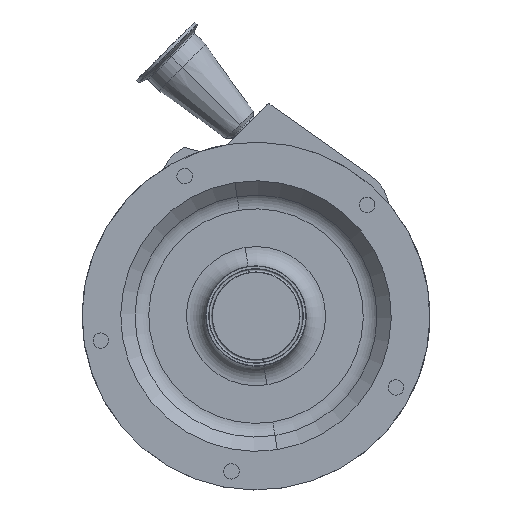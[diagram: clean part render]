
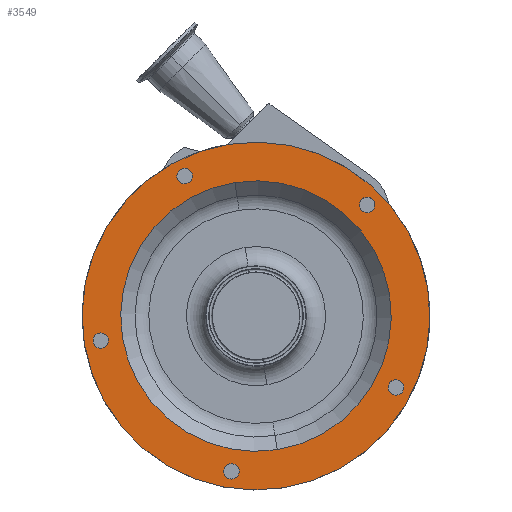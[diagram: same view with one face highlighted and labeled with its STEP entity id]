
A CAD part, top view. The second image highlights one B-rep face of the part: STEP entity #3549.
In plain terms, the highlighted planar face has unit normal (0, 0, 1).
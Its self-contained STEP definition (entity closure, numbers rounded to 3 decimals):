
#120 = DIRECTION ( 'NONE',  ( 0., 0., 1. ) ) ;
#280 = VERTEX_POINT ( 'NONE', #11716 ) ;
#507 = EDGE_CURVE ( 'NONE', #11763, #5661, #6454, .T. ) ;
#587 = CARTESIAN_POINT ( 'NONE',  ( 111.427, -50.041, 212.5 ) ) ;
#754 = CARTESIAN_POINT ( 'NONE',  ( 0., 0., 212.5 ) ) ;
#841 = AXIS2_PLACEMENT_3D ( 'NONE', #1442, #120, #5223 ) ;
#857 = VERTEX_POINT ( 'NONE', #16184 ) ;
#863 = CARTESIAN_POINT ( 'NONE',  ( 16.426, -103.707, 212.5 ) ) ;
#1135 = ORIENTED_EDGE ( 'NONE', *, *, #7335, .F. ) ;
#1268 = CIRCLE ( 'NONE', #1559, 6. ) ;
#1327 = CARTESIAN_POINT ( 'NONE',  ( 0., 0., 212.5 ) ) ;
#1415 = CIRCLE ( 'NONE', #841, 6. ) ;
#1442 = CARTESIAN_POINT ( 'NONE',  ( -55.387, 108.703, 212.5 ) ) ;
#1559 = AXIS2_PLACEMENT_3D ( 'NONE', #3587, #14224, #12807 ) ;
#1752 = DIRECTION ( 'NONE',  ( 0.707, -0.707, 0. ) ) ;
#1903 = EDGE_LOOP ( 'NONE', ( #6440, #17045 ) ) ;
#2068 = DIRECTION ( 'NONE',  ( 0., 0., 1. ) ) ;
#2202 = ORIENTED_EDGE ( 'NONE', *, *, #7120, .F. ) ;
#2499 = EDGE_LOOP ( 'NONE', ( #11206, #3859 ) ) ;
#2569 = AXIS2_PLACEMENT_3D ( 'NONE', #2886, #13257, #10618 ) ;
#2886 = CARTESIAN_POINT ( 'NONE',  ( -38.52, -6.101, 212.5 ) ) ;
#3208 = CARTESIAN_POINT ( 'NONE',  ( 82.024, 90.51, 212.5 ) ) ;
#3391 = CARTESIAN_POINT ( 'NONE',  ( 108.703, -55.387, 212.5 ) ) ;
#3549 = ADVANCED_FACE ( 'NONE', ( #5427, #4021, #9379, #6735, #5252, #10870, #7890 ), #12097, .F. ) ;
#3576 = EDGE_LOOP ( 'NONE', ( #5515, #7423 ) ) ;
#3587 = CARTESIAN_POINT ( 'NONE',  ( -19.085, -120.498, 212.5 ) ) ;
#3831 = EDGE_LOOP ( 'NONE', ( #2202, #10270 ) ) ;
#3859 = ORIENTED_EDGE ( 'NONE', *, *, #15280, .F. ) ;
#3880 = CIRCLE ( 'NONE', #13706, 6. ) ;
#3890 = DIRECTION ( 'NONE',  ( 0., 0., 1. ) ) ;
#4021 = FACE_BOUND ( 'NONE', #2499, .T. ) ;
#4088 = AXIS2_PLACEMENT_3D ( 'NONE', #11655, #14668, #11743 ) ;
#4129 = CIRCLE ( 'NONE', #11144, 135. ) ;
#4578 = VERTEX_POINT ( 'NONE', #10295 ) ;
#5089 = CARTESIAN_POINT ( 'NONE',  ( 108.703, -55.387, 212.5 ) ) ;
#5223 = DIRECTION ( 'NONE',  ( 0.891, 0.454, 0. ) ) ;
#5252 = FACE_BOUND ( 'NONE', #6900, .T. ) ;
#5427 = FACE_OUTER_BOUND ( 'NONE', #3576, .T. ) ;
#5439 = ORIENTED_EDGE ( 'NONE', *, *, #10716, .F. ) ;
#5515 = ORIENTED_EDGE ( 'NONE', *, *, #14054, .T. ) ;
#5661 = VERTEX_POINT ( 'NONE', #5742 ) ;
#5742 = CARTESIAN_POINT ( 'NONE',  ( -16.426, 103.707, 212.5 ) ) ;
#5775 = DIRECTION ( 'NONE',  ( -0.156, 0.988, 0. ) ) ;
#5907 = CIRCLE ( 'NONE', #10404, 6. ) ;
#6115 = CARTESIAN_POINT ( 'NONE',  ( -121.437, -13.159, 212.5 ) ) ;
#6195 = EDGE_CURVE ( 'NONE', #16577, #10280, #13013, .T. ) ;
#6302 = EDGE_CURVE ( 'NONE', #14090, #13154, #9912, .T. ) ;
#6319 = CARTESIAN_POINT ( 'NONE',  ( 0., 0., 212.5 ) ) ;
#6371 = VERTEX_POINT ( 'NONE', #12456 ) ;
#6392 = AXIS2_PLACEMENT_3D ( 'NONE', #15882, #10249, #13145 ) ;
#6440 = ORIENTED_EDGE ( 'NONE', *, *, #6302, .F. ) ;
#6454 = CIRCLE ( 'NONE', #10943, 105. ) ;
#6735 = FACE_BOUND ( 'NONE', #12085, .T. ) ;
#6877 = AXIS2_PLACEMENT_3D ( 'NONE', #1327, #8521, #9827 ) ;
#6887 = CIRCLE ( 'NONE', #11397, 6. ) ;
#6900 = EDGE_LOOP ( 'NONE', ( #1135, #14620 ) ) ;
#6975 = CARTESIAN_POINT ( 'NONE',  ( -50.041, 111.427, 212.5 ) ) ;
#7120 = EDGE_CURVE ( 'NONE', #5661, #11763, #7169, .T. ) ;
#7169 = CIRCLE ( 'NONE', #6877, 105. ) ;
#7335 = EDGE_CURVE ( 'NONE', #4578, #280, #1268, .T. ) ;
#7423 = ORIENTED_EDGE ( 'NONE', *, *, #8305, .T. ) ;
#7509 = EDGE_CURVE ( 'NONE', #280, #4578, #11943, .T. ) ;
#7702 = ORIENTED_EDGE ( 'NONE', *, *, #15338, .F. ) ;
#7812 = EDGE_CURVE ( 'NONE', #16128, #15874, #6887, .T. ) ;
#7890 = FACE_BOUND ( 'NONE', #3831, .T. ) ;
#8158 = DIRECTION ( 'NONE',  ( 0., 0., 1. ) ) ;
#8305 = EDGE_CURVE ( 'NONE', #11685, #857, #4129, .T. ) ;
#8345 = AXIS2_PLACEMENT_3D ( 'NONE', #754, #12717, #5775 ) ;
#8521 = DIRECTION ( 'NONE',  ( 0., 0., 1. ) ) ;
#8601 = ORIENTED_EDGE ( 'NONE', *, *, #14634, .F. ) ;
#9379 = FACE_BOUND ( 'NONE', #16905, .T. ) ;
#9637 = CARTESIAN_POINT ( 'NONE',  ( -120.498, -19.085, 212.5 ) ) ;
#9827 = DIRECTION ( 'NONE',  ( -0.156, 0.988, 0. ) ) ;
#9912 = CIRCLE ( 'NONE', #12157, 6. ) ;
#10036 = CIRCLE ( 'NONE', #13677, 6. ) ;
#10249 = DIRECTION ( 'NONE',  ( 0., 0., 1. ) ) ;
#10270 = ORIENTED_EDGE ( 'NONE', *, *, #507, .F. ) ;
#10280 = VERTEX_POINT ( 'NONE', #12983 ) ;
#10295 = CARTESIAN_POINT ( 'NONE',  ( -25.011, -119.559, 212.5 ) ) ;
#10404 = AXIS2_PLACEMENT_3D ( 'NONE', #10848, #16233, #11978 ) ;
#10618 = DIRECTION ( 'NONE',  ( -1., 0., 0. ) ) ;
#10716 = EDGE_CURVE ( 'NONE', #10280, #16577, #10036, .T. ) ;
#10848 = CARTESIAN_POINT ( 'NONE',  ( 86.267, 86.267, 212.5 ) ) ;
#10870 = FACE_BOUND ( 'NONE', #1903, .T. ) ;
#10943 = AXIS2_PLACEMENT_3D ( 'NONE', #13830, #13563, #14991 ) ;
#11144 = AXIS2_PLACEMENT_3D ( 'NONE', #6319, #14256, #15763 ) ;
#11206 = ORIENTED_EDGE ( 'NONE', *, *, #7812, .F. ) ;
#11397 = AXIS2_PLACEMENT_3D ( 'NONE', #15953, #3890, #14630 ) ;
#11655 = CARTESIAN_POINT ( 'NONE',  ( -19.085, -120.498, 212.5 ) ) ;
#11685 = VERTEX_POINT ( 'NONE', #12482 ) ;
#11716 = CARTESIAN_POINT ( 'NONE',  ( -13.159, -121.437, 212.5 ) ) ;
#11743 = DIRECTION ( 'NONE',  ( -0.988, 0.156, 0. ) ) ;
#11763 = VERTEX_POINT ( 'NONE', #863 ) ;
#11943 = CIRCLE ( 'NONE', #4088, 6. ) ;
#11949 = ORIENTED_EDGE ( 'NONE', *, *, #6195, .F. ) ;
#11978 = DIRECTION ( 'NONE',  ( 0.707, -0.707, 0. ) ) ;
#12085 = EDGE_LOOP ( 'NONE', ( #5439, #11949 ) ) ;
#12097 = PLANE ( 'NONE',  #2569 ) ;
#12157 = AXIS2_PLACEMENT_3D ( 'NONE', #9637, #8158, #14851 ) ;
#12456 = CARTESIAN_POINT ( 'NONE',  ( 90.51, 82.024, 212.5 ) ) ;
#12482 = CARTESIAN_POINT ( 'NONE',  ( 21.119, -133.338, 212.5 ) ) ;
#12717 = DIRECTION ( 'NONE',  ( 0., 0., 1. ) ) ;
#12807 = DIRECTION ( 'NONE',  ( -0.988, 0.156, 0. ) ) ;
#12983 = CARTESIAN_POINT ( 'NONE',  ( 105.979, -60.733, 212.5 ) ) ;
#13013 = CIRCLE ( 'NONE', #13849, 6. ) ;
#13145 = DIRECTION ( 'NONE',  ( -0.156, 0.988, 0. ) ) ;
#13154 = VERTEX_POINT ( 'NONE', #13959 ) ;
#13257 = DIRECTION ( 'NONE',  ( 0., 0., -1. ) ) ;
#13563 = DIRECTION ( 'NONE',  ( 0., 0., 1. ) ) ;
#13677 = AXIS2_PLACEMENT_3D ( 'NONE', #3391, #2068, #13845 ) ;
#13706 = AXIS2_PLACEMENT_3D ( 'NONE', #15035, #13794, #1752 ) ;
#13716 = CIRCLE ( 'NONE', #6392, 6. ) ;
#13794 = DIRECTION ( 'NONE',  ( 0., 0., 1. ) ) ;
#13830 = CARTESIAN_POINT ( 'NONE',  ( 0., 0., 212.5 ) ) ;
#13845 = DIRECTION ( 'NONE',  ( -0.454, -0.891, 0. ) ) ;
#13849 = AXIS2_PLACEMENT_3D ( 'NONE', #5089, #16094, #16006 ) ;
#13959 = CARTESIAN_POINT ( 'NONE',  ( -119.559, -25.011, 212.5 ) ) ;
#14054 = EDGE_CURVE ( 'NONE', #857, #11685, #15947, .T. ) ;
#14090 = VERTEX_POINT ( 'NONE', #6115 ) ;
#14224 = DIRECTION ( 'NONE',  ( 0., 0., 1. ) ) ;
#14256 = DIRECTION ( 'NONE',  ( 0., 0., 1. ) ) ;
#14312 = VERTEX_POINT ( 'NONE', #3208 ) ;
#14558 = CARTESIAN_POINT ( 'NONE',  ( -60.733, 105.979, 212.5 ) ) ;
#14620 = ORIENTED_EDGE ( 'NONE', *, *, #7509, .F. ) ;
#14630 = DIRECTION ( 'NONE',  ( 0.891, 0.454, 0. ) ) ;
#14634 = EDGE_CURVE ( 'NONE', #6371, #14312, #3880, .T. ) ;
#14668 = DIRECTION ( 'NONE',  ( 0., 0., 1. ) ) ;
#14851 = DIRECTION ( 'NONE',  ( -0.156, 0.988, 0. ) ) ;
#14991 = DIRECTION ( 'NONE',  ( -0.156, 0.988, 0. ) ) ;
#15035 = CARTESIAN_POINT ( 'NONE',  ( 86.267, 86.267, 212.5 ) ) ;
#15280 = EDGE_CURVE ( 'NONE', #15874, #16128, #1415, .T. ) ;
#15338 = EDGE_CURVE ( 'NONE', #14312, #6371, #5907, .T. ) ;
#15763 = DIRECTION ( 'NONE',  ( -0.156, 0.988, 0. ) ) ;
#15874 = VERTEX_POINT ( 'NONE', #14558 ) ;
#15882 = CARTESIAN_POINT ( 'NONE',  ( -120.498, -19.085, 212.5 ) ) ;
#15889 = EDGE_CURVE ( 'NONE', #13154, #14090, #13716, .T. ) ;
#15947 = CIRCLE ( 'NONE', #8345, 135. ) ;
#15953 = CARTESIAN_POINT ( 'NONE',  ( -55.387, 108.703, 212.5 ) ) ;
#16006 = DIRECTION ( 'NONE',  ( -0.454, -0.891, 0. ) ) ;
#16094 = DIRECTION ( 'NONE',  ( 0., 0., 1. ) ) ;
#16128 = VERTEX_POINT ( 'NONE', #6975 ) ;
#16184 = CARTESIAN_POINT ( 'NONE',  ( -21.119, 133.338, 212.5 ) ) ;
#16233 = DIRECTION ( 'NONE',  ( 0., 0., 1. ) ) ;
#16577 = VERTEX_POINT ( 'NONE', #587 ) ;
#16905 = EDGE_LOOP ( 'NONE', ( #8601, #7702 ) ) ;
#17045 = ORIENTED_EDGE ( 'NONE', *, *, #15889, .F. ) ;
